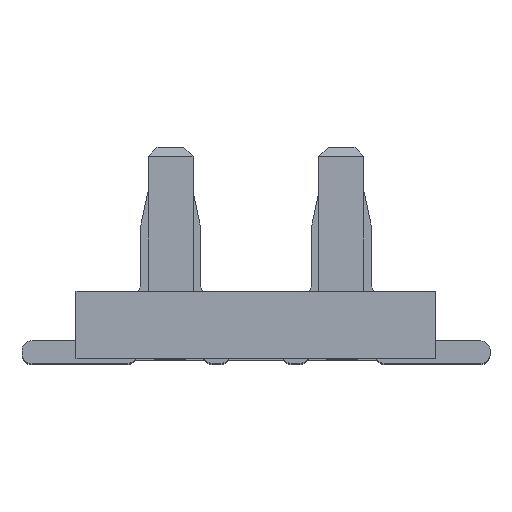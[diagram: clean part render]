
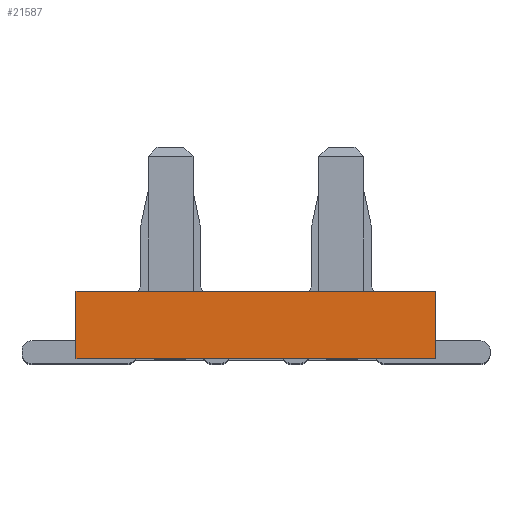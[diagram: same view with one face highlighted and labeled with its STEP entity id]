
A CAD part, top view. The second image highlights one B-rep face of the part: STEP entity #21587.
In plain terms, the highlighted planar face has unit normal (0, 0, 1).
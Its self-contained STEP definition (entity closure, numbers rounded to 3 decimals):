
#333=DIRECTION('',(0.,1.,0.));
#334=VECTOR('',#333,0.75);
#335=CARTESIAN_POINT('',(-92.519,93.849,-7.5));
#336=LINE('',#335,#334);
#337=DIRECTION('',(0.,-1.,0.));
#338=VECTOR('',#337,0.75);
#339=CARTESIAN_POINT('',(-96.519,94.599,-7.5));
#340=LINE('',#339,#338);
#545=DIRECTION('',(1.,0.,0.));
#546=VECTOR('',#545,4.);
#547=CARTESIAN_POINT('',(-96.519,94.599,-7.5));
#548=LINE('',#547,#546);
#7209=DIRECTION('',(1.,0.,0.));
#7210=VECTOR('',#7209,4.);
#7211=CARTESIAN_POINT('',(-96.519,93.849,-7.5));
#7212=LINE('',#7211,#7210);
#17555=CARTESIAN_POINT('',(-92.519,93.849,-7.5));
#17556=CARTESIAN_POINT('',(-92.519,94.599,-7.5));
#17557=VERTEX_POINT('',#17555);
#17558=VERTEX_POINT('',#17556);
#17739=CARTESIAN_POINT('',(-96.519,94.599,-7.5));
#17740=CARTESIAN_POINT('',(-96.519,93.849,-7.5));
#17741=VERTEX_POINT('',#17739);
#17742=VERTEX_POINT('',#17740);
#21573=CARTESIAN_POINT('',(-94.519,94.224,-7.5));
#21574=DIRECTION('',(0.,0.,1.));
#21575=DIRECTION('',(1.,0.,0.));
#21576=AXIS2_PLACEMENT_3D('',#21573,#21574,#21575);
#21577=PLANE('',#21576);
#21579=ORIENTED_EDGE('',*,*,#21578,.F.);
#21581=ORIENTED_EDGE('',*,*,#21580,.T.);
#21582=ORIENTED_EDGE('',*,*,#21333,.F.);
#21584=ORIENTED_EDGE('',*,*,#21583,.F.);
#21585=EDGE_LOOP('',(#21579,#21581,#21582,#21584));
#21586=FACE_OUTER_BOUND('',#21585,.F.);
#21333=EDGE_CURVE('',#17557,#17558,#336,.T.);
#21578=EDGE_CURVE('',#17741,#17742,#340,.T.);
#21580=EDGE_CURVE('',#17741,#17558,#548,.T.);
#21583=EDGE_CURVE('',#17742,#17557,#7212,.T.);
#21587=ADVANCED_FACE('',(#21586),#21577,.T.);
